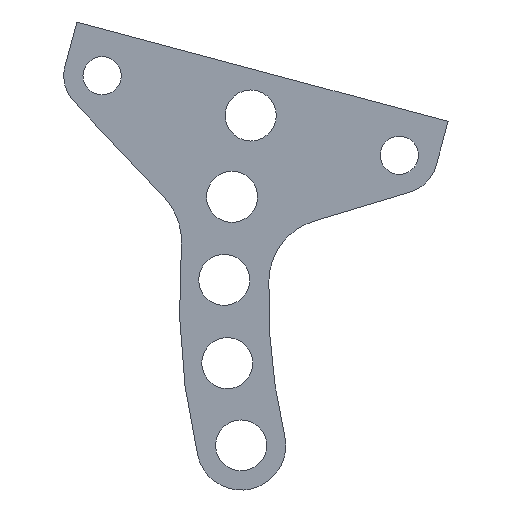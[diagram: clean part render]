
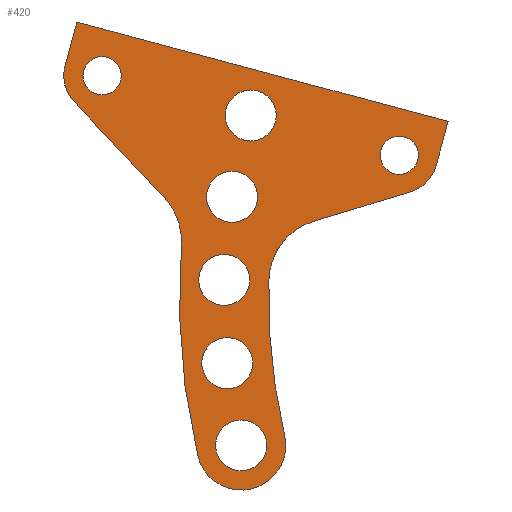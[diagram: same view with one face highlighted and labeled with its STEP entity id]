
A CAD part, left-side view. The second image highlights one B-rep face of the part: STEP entity #420.
In plain terms, the highlighted planar face has unit normal (-1, 0, 0).
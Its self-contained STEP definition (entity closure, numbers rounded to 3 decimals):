
#15=FACE_BOUND('',#77,.T.);
#16=FACE_BOUND('',#78,.T.);
#17=FACE_BOUND('',#79,.T.);
#18=FACE_BOUND('',#80,.T.);
#19=FACE_BOUND('',#81,.T.);
#20=FACE_BOUND('',#82,.T.);
#21=FACE_BOUND('',#83,.T.);
#34=PLANE('',#483);
#55=FACE_OUTER_BOUND('',#76,.T.);
#76=EDGE_LOOP('',(#349,#350,#351,#352,#353,#354,#355,#356,#357,#358,#359,
#360));
#77=EDGE_LOOP('',(#361));
#78=EDGE_LOOP('',(#362));
#79=EDGE_LOOP('',(#363));
#80=EDGE_LOOP('',(#364));
#81=EDGE_LOOP('',(#365));
#82=EDGE_LOOP('',(#366));
#83=EDGE_LOOP('',(#367));
#96=LINE('',#629,#125);
#109=LINE('',#704,#138);
#114=LINE('',#718,#143);
#117=LINE('',#724,#146);
#120=LINE('',#728,#149);
#125=VECTOR('',#499,10.);
#138=VECTOR('',#586,10.);
#143=VECTOR('',#599,10.);
#146=VECTOR('',#604,10.);
#149=VECTOR('',#609,10.);
#151=CIRCLE('',#438,5.);
#153=CIRCLE('',#442,5.);
#155=CIRCLE('',#445,53.5);
#156=CIRCLE('',#447,2.);
#158=CIRCLE('',#450,1.5);
#160=CIRCLE('',#453,1.5);
#162=CIRCLE('',#456,2.);
#164=CIRCLE('',#459,2.);
#166=CIRCLE('',#462,2.);
#168=CIRCLE('',#465,2.);
#171=CIRCLE('',#469,3.);
#172=CIRCLE('',#471,46.5);
#175=CIRCLE('',#475,3.5);
#177=CIRCLE('',#479,3.);
#180=VERTEX_POINT('',#619);
#181=VERTEX_POINT('',#621);
#183=VERTEX_POINT('',#627);
#186=VERTEX_POINT('',#634);
#187=VERTEX_POINT('',#636);
#189=VERTEX_POINT('',#642);
#190=VERTEX_POINT('',#646);
#192=VERTEX_POINT('',#652);
#194=VERTEX_POINT('',#658);
#196=VERTEX_POINT('',#664);
#198=VERTEX_POINT('',#670);
#200=VERTEX_POINT('',#676);
#202=VERTEX_POINT('',#682);
#205=VERTEX_POINT('',#690);
#206=VERTEX_POINT('',#694);
#208=VERTEX_POINT('',#703);
#211=VERTEX_POINT('',#711);
#213=VERTEX_POINT('',#717);
#215=VERTEX_POINT('',#723);
#218=EDGE_CURVE('',#180,#181,#151,.T.);
#222=EDGE_CURVE('',#180,#183,#96,.T.);
#225=EDGE_CURVE('',#186,#187,#153,.T.);
#229=EDGE_CURVE('',#186,#189,#155,.T.);
#230=EDGE_CURVE('',#190,#190,#156,.T.);
#233=EDGE_CURVE('',#192,#192,#158,.T.);
#236=EDGE_CURVE('',#194,#194,#160,.T.);
#239=EDGE_CURVE('',#196,#196,#162,.T.);
#242=EDGE_CURVE('',#198,#198,#164,.T.);
#245=EDGE_CURVE('',#200,#200,#166,.T.);
#248=EDGE_CURVE('',#202,#202,#168,.T.);
#253=EDGE_CURVE('',#183,#205,#171,.T.);
#254=EDGE_CURVE('',#206,#181,#172,.T.);
#258=EDGE_CURVE('',#189,#206,#175,.T.);
#259=EDGE_CURVE('',#208,#187,#109,.T.);
#263=EDGE_CURVE('',#211,#208,#177,.T.);
#266=EDGE_CURVE('',#213,#211,#114,.T.);
#269=EDGE_CURVE('',#215,#213,#117,.T.);
#272=EDGE_CURVE('',#205,#215,#120,.T.);
#349=ORIENTED_EDGE('',*,*,#272,.T.);
#350=ORIENTED_EDGE('',*,*,#269,.T.);
#351=ORIENTED_EDGE('',*,*,#266,.T.);
#352=ORIENTED_EDGE('',*,*,#263,.T.);
#353=ORIENTED_EDGE('',*,*,#259,.T.);
#354=ORIENTED_EDGE('',*,*,#225,.F.);
#355=ORIENTED_EDGE('',*,*,#229,.T.);
#356=ORIENTED_EDGE('',*,*,#258,.T.);
#357=ORIENTED_EDGE('',*,*,#254,.T.);
#358=ORIENTED_EDGE('',*,*,#218,.F.);
#359=ORIENTED_EDGE('',*,*,#222,.T.);
#360=ORIENTED_EDGE('',*,*,#253,.T.);
#361=ORIENTED_EDGE('',*,*,#248,.T.);
#362=ORIENTED_EDGE('',*,*,#245,.T.);
#363=ORIENTED_EDGE('',*,*,#242,.T.);
#364=ORIENTED_EDGE('',*,*,#239,.T.);
#365=ORIENTED_EDGE('',*,*,#236,.T.);
#366=ORIENTED_EDGE('',*,*,#233,.T.);
#367=ORIENTED_EDGE('',*,*,#230,.T.);
#420=ADVANCED_FACE('',(#55,#15,#16,#17,#18,#19,#20,#21),#34,.T.);
#438=AXIS2_PLACEMENT_3D('',#622,#492,#493);
#442=AXIS2_PLACEMENT_3D('',#637,#505,#506);
#445=AXIS2_PLACEMENT_3D('',#644,#513,#514);
#447=AXIS2_PLACEMENT_3D('',#647,#517,#518);
#450=AXIS2_PLACEMENT_3D('',#653,#524,#525);
#453=AXIS2_PLACEMENT_3D('',#659,#531,#532);
#456=AXIS2_PLACEMENT_3D('',#665,#538,#539);
#459=AXIS2_PLACEMENT_3D('',#671,#545,#546);
#462=AXIS2_PLACEMENT_3D('',#677,#552,#553);
#465=AXIS2_PLACEMENT_3D('',#683,#559,#560);
#469=AXIS2_PLACEMENT_3D('',#692,#569,#570);
#471=AXIS2_PLACEMENT_3D('',#695,#573,#574);
#475=AXIS2_PLACEMENT_3D('',#701,#582,#583);
#479=AXIS2_PLACEMENT_3D('',#712,#593,#594);
#483=AXIS2_PLACEMENT_3D('',#729,#610,#611);
#492=DIRECTION('center_axis',(-1.,0.,0.));
#493=DIRECTION('ref_axis',(0.,0.794,0.609));
#499=DIRECTION('',(0.,-0.957,0.289));
#505=DIRECTION('center_axis',(-1.,0.,0.));
#506=DIRECTION('ref_axis',(0.,-0.943,0.333));
#513=DIRECTION('center_axis',(-1.,0.,0.));
#514=DIRECTION('ref_axis',(0.,1.,0.));
#517=DIRECTION('center_axis',(1.,0.,0.));
#518=DIRECTION('ref_axis',(0.,1.,0.));
#524=DIRECTION('center_axis',(1.,0.,0.));
#525=DIRECTION('ref_axis',(0.,1.,0.));
#531=DIRECTION('center_axis',(1.,0.,0.));
#532=DIRECTION('ref_axis',(0.,1.,0.));
#538=DIRECTION('center_axis',(1.,0.,0.));
#539=DIRECTION('ref_axis',(0.,1.,0.));
#545=DIRECTION('center_axis',(1.,0.,0.));
#546=DIRECTION('ref_axis',(0.,1.,0.));
#552=DIRECTION('center_axis',(1.,0.,0.));
#553=DIRECTION('ref_axis',(0.,1.,0.));
#559=DIRECTION('center_axis',(1.,0.,0.));
#560=DIRECTION('ref_axis',(0.,1.,0.));
#569=DIRECTION('center_axis',(-1.,0.,0.));
#570=DIRECTION('ref_axis',(0.,1.,0.));
#573=DIRECTION('center_axis',(1.,0.,0.));
#574=DIRECTION('ref_axis',(0.,1.,0.));
#582=DIRECTION('center_axis',(-1.,0.,0.));
#583=DIRECTION('ref_axis',(0.,1.,0.));
#586=DIRECTION('',(0.,-0.685,-0.728));
#593=DIRECTION('center_axis',(-1.,0.,0.));
#594=DIRECTION('ref_axis',(0.,1.,0.));
#599=DIRECTION('',(0.,0.259,-0.966));
#604=DIRECTION('',(0.,0.966,0.259));
#609=DIRECTION('',(0.,-0.259,0.966));
#610=DIRECTION('center_axis',(-1.,0.,0.));
#611=DIRECTION('ref_axis',(0.,1.,0.));
#619=CARTESIAN_POINT('',(-30.,42.638,34.972));
#621=CARTESIAN_POINT('',(-30.,46.191,30.338));
#622=CARTESIAN_POINT('Origin',(-30.,41.193,30.185));
#627=CARTESIAN_POINT('',(-30.,35.092,37.249));
#629=CARTESIAN_POINT('',(-30.,35.092,37.249));
#634=CARTESIAN_POINT('',(-30.,53.056,33.002));
#636=CARTESIAN_POINT('',(-30.,54.399,36.81));
#637=CARTESIAN_POINT('Origin',(-30.,58.042,33.384));
#642=CARTESIAN_POINT('',(-30.,51.769,16.566));
#644=CARTESIAN_POINT('Origin',(-30.,-0.287,28.911));
#646=CARTESIAN_POINT('',(-30.,46.363,17.373));
#647=CARTESIAN_POINT('Origin',(-30.,48.363,17.373));
#652=CARTESIAN_POINT('',(-30.,34.458,40.121));
#653=CARTESIAN_POINT('Origin',(-30.,35.958,40.121));
#658=CARTESIAN_POINT('',(-30.,57.77,46.367));
#659=CARTESIAN_POINT('Origin',(-30.,59.27,46.367));
#664=CARTESIAN_POINT('',(-30.,45.614,43.244));
#665=CARTESIAN_POINT('Origin',(-30.,47.614,43.244));
#670=CARTESIAN_POINT('',(-30.,47.075,36.869));
#671=CARTESIAN_POINT('Origin',(-30.,49.075,36.869));
#676=CARTESIAN_POINT('',(-30.,47.692,30.358));
#677=CARTESIAN_POINT('Origin',(-30.,49.692,30.358));
#682=CARTESIAN_POINT('',(-30.,47.453,23.822));
#683=CARTESIAN_POINT('Origin',(-30.,49.453,23.822));
#690=CARTESIAN_POINT('',(-30.,33.061,39.345));
#692=CARTESIAN_POINT('Origin',(-30.,35.958,40.121));
#694=CARTESIAN_POINT('',(-30.,44.958,18.181));
#695=CARTESIAN_POINT('Origin',(-30.,-0.287,28.911));
#701=CARTESIAN_POINT('Origin',(-30.,48.363,17.373));
#703=CARTESIAN_POINT('',(-30.,61.456,44.312));
#704=CARTESIAN_POINT('',(-30.,61.456,44.312));
#711=CARTESIAN_POINT('',(-30.,62.168,47.144));
#712=CARTESIAN_POINT('Origin',(-30.,59.27,46.367));
#717=CARTESIAN_POINT('',(-30.,61.249,50.576));
#718=CARTESIAN_POINT('',(-30.,62.168,47.144));
#723=CARTESIAN_POINT('',(-30.,32.141,42.776));
#724=CARTESIAN_POINT('',(-30.,20.825,39.744));
#728=CARTESIAN_POINT('',(-30.,33.061,39.345));
#729=CARTESIAN_POINT('Origin',(-30.,47.206,32.224));
